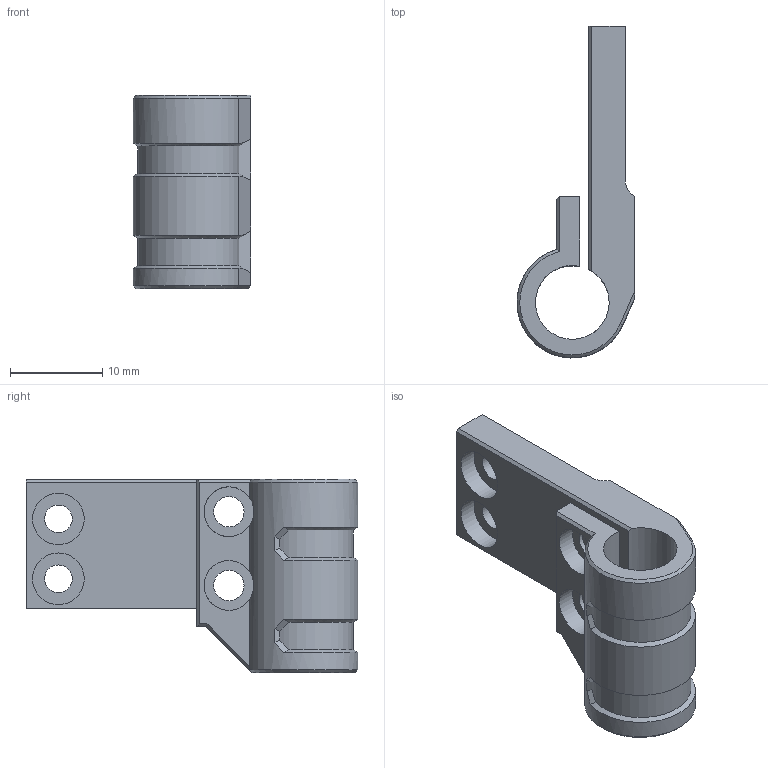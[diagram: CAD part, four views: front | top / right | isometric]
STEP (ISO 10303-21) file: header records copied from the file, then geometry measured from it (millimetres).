
FILE_DESCRIPTION(/* description */ (''),/* implementation_level */ '2;1');
FILE_NAME(/* name */ 'probe mount inductive 8 mm .step',/* time_stamp */ '2022-01-20T09:12:13+13:00',/* author */ (''),/* organization */ (''),/* preprocessor_version */ 'ST-DEVELOPER v18.1',/* originating_system */ 'Autodesk Translation Framework v10.13.0.1454',/* authorisation */ '');
FILE_SCHEMA (('AUTOMOTIVE_DESIGN { 1 0 10303 214 3 1 1 }'));
Length unit declared in the file: millimetre
Products named in the file (1): Inductive Probe Mount -MFBS
Bounding box: 12.8 x 36 x 21 mm (x, y, z)
Volume: 2865.7 mm3; surface area: 2908.5 mm2
Topology: 1 solids, 1 shells, 63 faces, 165 edges, 106 vertices
Faces by surface type: plane 38, cylinder 15, cone 6, bspline 4
Full cylindrical faces by diameter (mm): 3 x2, 3.3 x2, 4 x2, 5.4 x2, 5.6 x2
Entity records: 2064 total; most frequent: CARTESIAN_POINT 506, ORIENTED_EDGE 330, DIRECTION 292, EDGE_CURVE 165, VERTEX_POINT 106, AXIS2_PLACEMENT_3D 99, LINE 94, VECTOR 94
